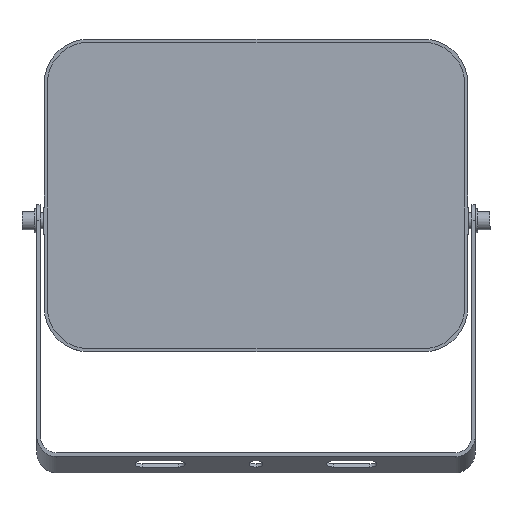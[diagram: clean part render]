
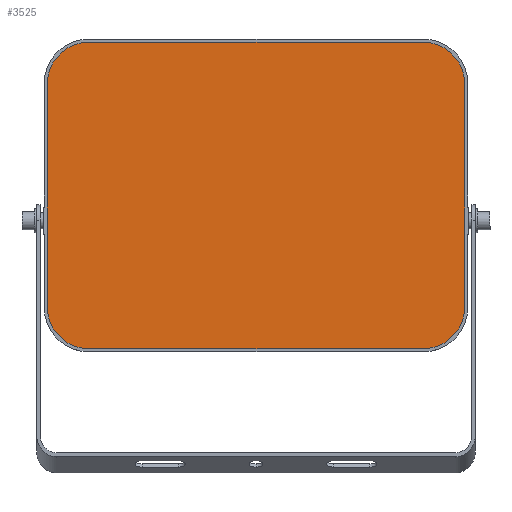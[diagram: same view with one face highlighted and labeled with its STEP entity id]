
A CAD part, top view. The second image highlights one B-rep face of the part: STEP entity #3525.
In plain terms, the highlighted planar face has unit normal (0, 0, 1).
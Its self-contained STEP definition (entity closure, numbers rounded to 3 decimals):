
#375 = VERTEX_POINT ( 'NONE', #7626 ) ;
#633 = VERTEX_POINT ( 'NONE', #3395 ) ;
#1489 = DIRECTION ( 'NONE',  ( 1., 0., 0. ) ) ;
#1561 = VECTOR ( 'NONE', #11730, 1000. ) ;
#1729 = CARTESIAN_POINT ( 'NONE',  ( -83., 75.9, 0. ) ) ;
#1829 = VERTEX_POINT ( 'NONE', #1729 ) ;
#3029 = DIRECTION ( 'NONE',  ( 0., 0., 1. ) ) ;
#3080 = ORIENTED_EDGE ( 'NONE', *, *, #6574, .T. ) ;
#3126 = VECTOR ( 'NONE', #15593, 1000. ) ;
#3395 = CARTESIAN_POINT ( 'NONE',  ( 103.4, 55.5, 0. ) ) ;
#3525 = ADVANCED_FACE ( 'NONE', ( #5087 ), #12614, .T. ) ;
#3565 = EDGE_CURVE ( 'NONE', #18785, #375, #8544, .T. ) ;
#4040 = VECTOR ( 'NONE', #16108, 1000. ) ;
#4145 = VERTEX_POINT ( 'NONE', #5903 ) ;
#4880 = DIRECTION ( 'NONE',  ( 0., 0., 1. ) ) ;
#4947 = AXIS2_PLACEMENT_3D ( 'NONE', #9180, #8986, #9158 ) ;
#5068 = LINE ( 'NONE', #13172, #1561 ) ;
#5087 = FACE_OUTER_BOUND ( 'NONE', #18363, .T. ) ;
#5296 = CARTESIAN_POINT ( 'NONE',  ( -83., -75.9, 0. ) ) ;
#5317 = CIRCLE ( 'NONE', #5927, 20.4 ) ;
#5903 = CARTESIAN_POINT ( 'NONE',  ( -103.4, 55.5, 0. ) ) ;
#5927 = AXIS2_PLACEMENT_3D ( 'NONE', #18829, #10384, #1489 ) ;
#6574 = EDGE_CURVE ( 'NONE', #8179, #18785, #11008, .T. ) ;
#6773 = CARTESIAN_POINT ( 'NONE',  ( -103.4, -55.5, 0. ) ) ;
#7178 = VERTEX_POINT ( 'NONE', #17288 ) ;
#7626 = CARTESIAN_POINT ( 'NONE',  ( 103.4, -55.5, 0. ) ) ;
#7658 = AXIS2_PLACEMENT_3D ( 'NONE', #13615, #4880, #14999 ) ;
#7909 = AXIS2_PLACEMENT_3D ( 'NONE', #12812, #11065, #11378 ) ;
#7927 = ORIENTED_EDGE ( 'NONE', *, *, #16764, .T. ) ;
#8179 = VERTEX_POINT ( 'NONE', #5296 ) ;
#8270 = CIRCLE ( 'NONE', #12116, 20.4 ) ;
#8544 = CIRCLE ( 'NONE', #4947, 20.4 ) ;
#8986 = DIRECTION ( 'NONE',  ( 0., 0., 1. ) ) ;
#9151 = EDGE_CURVE ( 'NONE', #7178, #1829, #17354, .T. ) ;
#9158 = DIRECTION ( 'NONE',  ( 1., 0., 0. ) ) ;
#9180 = CARTESIAN_POINT ( 'NONE',  ( 83., -55.5, 0. ) ) ;
#9369 = VECTOR ( 'NONE', #14201, 1000. ) ;
#9782 = EDGE_CURVE ( 'NONE', #375, #633, #15572, .T. ) ;
#10384 = DIRECTION ( 'NONE',  ( 0., 0., 1. ) ) ;
#10459 = VERTEX_POINT ( 'NONE', #6773 ) ;
#10758 = EDGE_CURVE ( 'NONE', #633, #7178, #17306, .T. ) ;
#11008 = LINE ( 'NONE', #17008, #3126 ) ;
#11065 = DIRECTION ( 'NONE',  ( 0., 0., 1. ) ) ;
#11378 = DIRECTION ( 'NONE',  ( 1., 0., 0. ) ) ;
#11730 = DIRECTION ( 'NONE',  ( 0., -1., 0. ) ) ;
#11880 = CARTESIAN_POINT ( 'NONE',  ( -83., -55.5, 0. ) ) ;
#12116 = AXIS2_PLACEMENT_3D ( 'NONE', #11880, #3029, #13309 ) ;
#12614 = PLANE ( 'NONE',  #7909 ) ;
#12812 = CARTESIAN_POINT ( 'NONE',  ( -83., -55.5, 0. ) ) ;
#13172 = CARTESIAN_POINT ( 'NONE',  ( -103.4, 55.5, 0. ) ) ;
#13309 = DIRECTION ( 'NONE',  ( 1., 0., 0. ) ) ;
#13615 = CARTESIAN_POINT ( 'NONE',  ( 83., 55.5, 0. ) ) ;
#14201 = DIRECTION ( 'NONE',  ( -1., 0., 0. ) ) ;
#14315 = ORIENTED_EDGE ( 'NONE', *, *, #3565, .T. ) ;
#14999 = DIRECTION ( 'NONE',  ( 1., 0., 0. ) ) ;
#15274 = CARTESIAN_POINT ( 'NONE',  ( 83., -75.9, 0. ) ) ;
#15572 = LINE ( 'NONE', #15866, #4040 ) ;
#15593 = DIRECTION ( 'NONE',  ( 1., 0., 0. ) ) ;
#15747 = ORIENTED_EDGE ( 'NONE', *, *, #10758, .T. ) ;
#15866 = CARTESIAN_POINT ( 'NONE',  ( 103.4, -55.5, 0. ) ) ;
#16028 = ORIENTED_EDGE ( 'NONE', *, *, #18675, .T. ) ;
#16108 = DIRECTION ( 'NONE',  ( 0., 1., 0. ) ) ;
#16764 = EDGE_CURVE ( 'NONE', #1829, #4145, #5317, .T. ) ;
#17008 = CARTESIAN_POINT ( 'NONE',  ( -83., -75.9, 0. ) ) ;
#17288 = CARTESIAN_POINT ( 'NONE',  ( 83., 75.9, 0. ) ) ;
#17305 = ORIENTED_EDGE ( 'NONE', *, *, #17705, .T. ) ;
#17306 = CIRCLE ( 'NONE', #7658, 20.4 ) ;
#17354 = LINE ( 'NONE', #18241, #9369 ) ;
#17518 = ORIENTED_EDGE ( 'NONE', *, *, #9151, .T. ) ;
#17705 = EDGE_CURVE ( 'NONE', #4145, #10459, #5068, .T. ) ;
#18241 = CARTESIAN_POINT ( 'NONE',  ( 83., 75.9, 0. ) ) ;
#18363 = EDGE_LOOP ( 'NONE', ( #16028, #3080, #14315, #18712, #15747, #17518, #7927, #17305 ) ) ;
#18675 = EDGE_CURVE ( 'NONE', #10459, #8179, #8270, .T. ) ;
#18712 = ORIENTED_EDGE ( 'NONE', *, *, #9782, .T. ) ;
#18785 = VERTEX_POINT ( 'NONE', #15274 ) ;
#18829 = CARTESIAN_POINT ( 'NONE',  ( -83., 55.5, 0. ) ) ;
